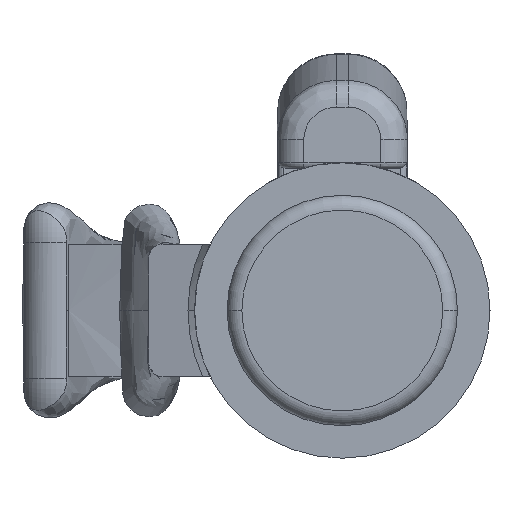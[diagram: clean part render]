
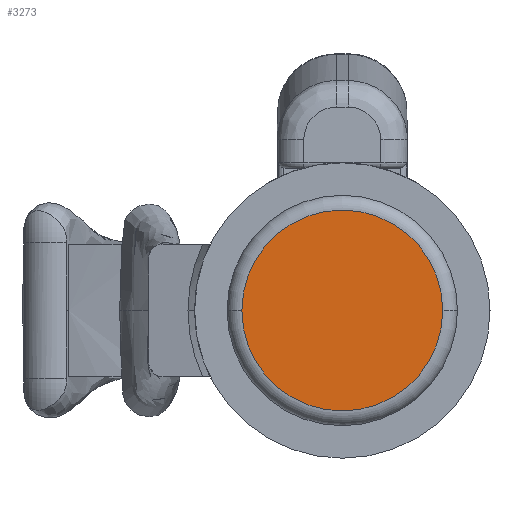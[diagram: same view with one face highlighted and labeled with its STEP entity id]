
A CAD part, front view. The second image highlights one B-rep face of the part: STEP entity #3273.
In plain terms, the highlighted planar face has unit normal (0, -1, 0).
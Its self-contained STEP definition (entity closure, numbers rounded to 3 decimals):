
#70 = AXIS2_PLACEMENT_3D ( 'NONE', #2952, #9441, #10785 ) ;
#328 = DIRECTION ( 'NONE',  ( 1., 0., 0. ) ) ;
#1789 = DIRECTION ( 'NONE',  ( 0., 1., 0. ) ) ;
#1907 = DIRECTION ( 'NONE',  ( 1., 0., 0. ) ) ;
#1977 = CIRCLE ( 'NONE', #12416, 3.4 ) ;
#2350 = VERTEX_POINT ( 'NONE', #4548 ) ;
#2952 = CARTESIAN_POINT ( 'NONE',  ( 0., -130.85, 0. ) ) ;
#3273 = ADVANCED_FACE ( 'Defeature ausgef�hrt1_0', ( #13087 ), #11139, .F. ) ;
#3621 = VERTEX_POINT ( 'NONE', #9033 ) ;
#4548 = CARTESIAN_POINT ( 'NONE',  ( -3.4, -130.85, 0. ) ) ;
#9033 = CARTESIAN_POINT ( 'NONE',  ( 3.4, -130.85, 0. ) ) ;
#9441 = DIRECTION ( 'NONE',  ( 0., -1., 0. ) ) ;
#9488 = ORIENTED_EDGE ( 'NONE', *, *, #16140, .T. ) ;
#9738 = CARTESIAN_POINT ( 'NONE',  ( 0., -130.85, 0. ) ) ;
#10406 = EDGE_CURVE ( 'Defeature ausgef�hrt1_0+Defeature ausgef�hrt1_3+Defeature ausgef�hrt1_3+Defeature ausgef�hrt1_3', #2350, #3621, #16970, .T. ) ;
#10785 = DIRECTION ( 'NONE',  ( 1., 0., 0. ) ) ;
#11139 = PLANE ( 'NONE',  #12101 ) ;
#12101 = AXIS2_PLACEMENT_3D ( 'NONE', #9738, #1789, #1907 ) ;
#12416 = AXIS2_PLACEMENT_3D ( 'NONE', #14705, #16164, #328 ) ;
#13087 = FACE_OUTER_BOUND ( 'NONE', #13088, .T. ) ;
#13088 = EDGE_LOOP ( 'NONE', ( #9488, #15714 ) ) ;
#14705 = CARTESIAN_POINT ( 'NONE',  ( 0., -130.85, 0. ) ) ;
#15714 = ORIENTED_EDGE ( 'NONE', *, *, #10406, .T. ) ;
#16140 = EDGE_CURVE ( 'Defeature ausgef�hrt1_0+Defeature ausgef�hrt1_3+Defeature ausgef�hrt1_3+Defeature ausgef�hrt1_3', #3621, #2350, #1977, .T. ) ;
#16164 = DIRECTION ( 'NONE',  ( 0., -1., 0. ) ) ;
#16970 = CIRCLE ( 'NONE', #70, 3.4 ) ;
